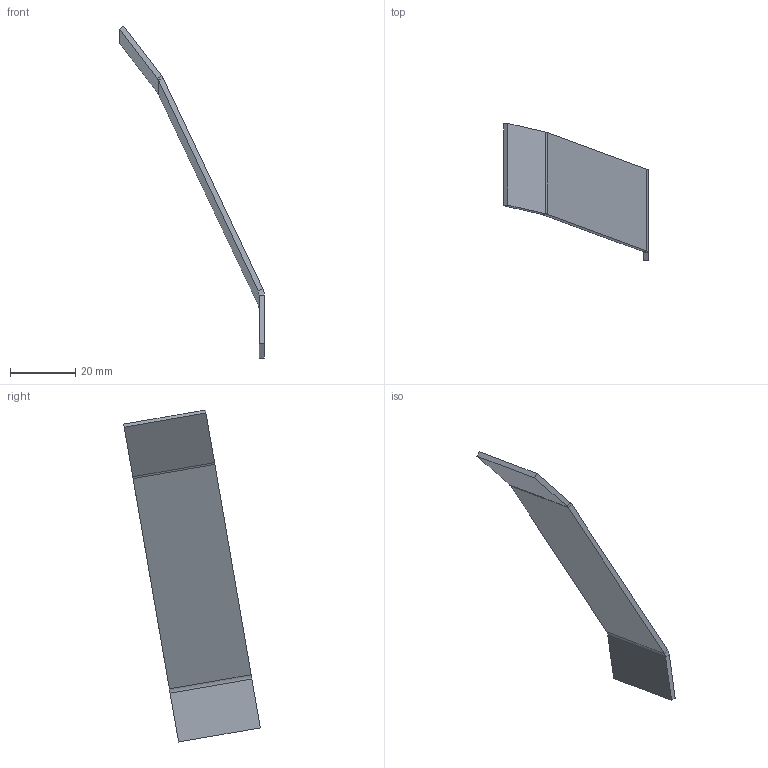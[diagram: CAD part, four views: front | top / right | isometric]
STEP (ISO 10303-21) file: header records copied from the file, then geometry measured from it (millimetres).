
FILE_DESCRIPTION(/* description */ ('STEP AP214'),/* implementation_level */ '2;1');
FILE_NAME(/* name */ '62525c12ecdeb77adb8bb0fa',/* time_stamp */ '2022-04-10T04:24:50+00:00',/* author */ (''),/* organization */ (''),/* preprocessor_version */ 'ST-DEVELOPER v18.101',/* originating_system */ ' ',/* authorisation */ ' ');
FILE_SCHEMA (('AUTOMOTIVE_DESIGN {1 0 10303 214 3 1 1}'));
Length unit declared in the file: metre
Products named in the file (1): bulkheads1
Bounding box: 44.25 x 41.83 x 101.63 mm (x, y, z)
Volume: 4397.4 mm3; surface area: 5966.9 mm2
Topology: 1 solids, 1 shells, 22 faces, 44 edges, 24 vertices
Faces by surface type: plane 18, cylinder 4
Entity records: 578 total; most frequent: DIRECTION 98, CARTESIAN_POINT 91, ORIENTED_EDGE 88, EDGE_CURVE 44, LINE 36, VECTOR 36, AXIS2_PLACEMENT_3D 31, VERTEX_POINT 24
